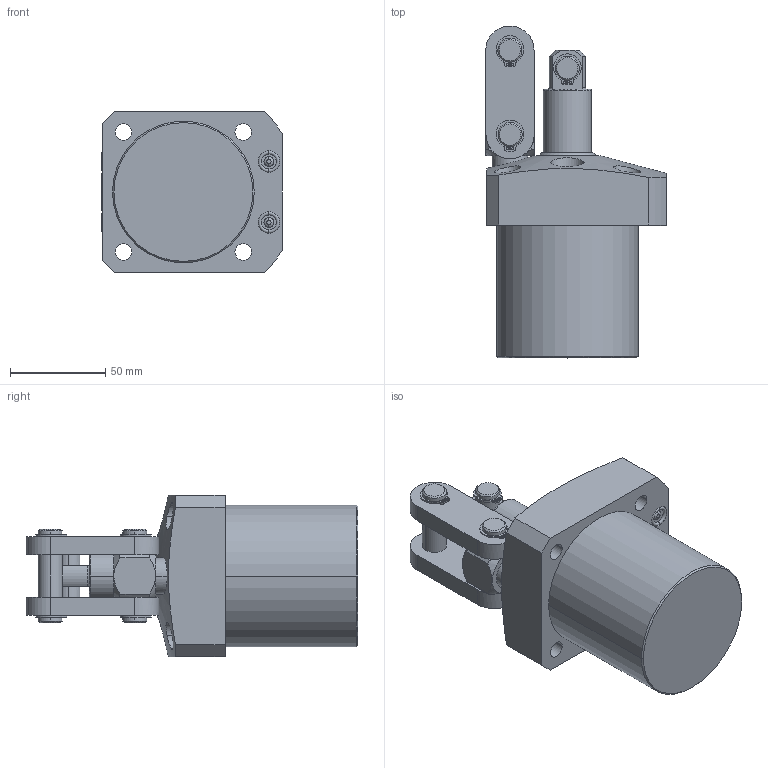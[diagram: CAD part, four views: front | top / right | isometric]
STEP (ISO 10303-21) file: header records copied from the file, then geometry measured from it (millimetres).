
FILE_DESCRIPTION((''),'2;1');
FILE_NAME('ILC16622100','2006-08-17T',('KR'),(''),'PRO/ENGINEER BY PARAMETRIC TECHNOLOGY CORPORATION, 2004290','PRO/ENGINEER BY PARAMETRIC TECHNOLOGY CORPORATION, 2004290','');
FILE_SCHEMA(('AUTOMOTIVE_DESIGN_CC2 { 1 2 10303 214 -1 1 5 2 }'));
Length unit declared in the file: inch
Products named in the file (1): ILC16622100
Bounding box: 94.93 x 174.62 x 84.94 mm (x, y, z)
Volume: 608684.8 mm3; surface area: 65532.4 mm2
Topology: 1 solids, 3 shells, 279 faces, 716 edges, 464 vertices
Faces by surface type: cylinder 129, plane 102, cone 34, torus 10, sphere 4
Entity records: 9060 total; most frequent: CARTESIAN_POINT 1865, DIRECTION 1569, ORIENTED_EDGE 1416, EDGE_CURVE 712, AXIS2_PLACEMENT_3D 625, VERTEX_POINT 464, CIRCLE 345, EDGE_LOOP 342
